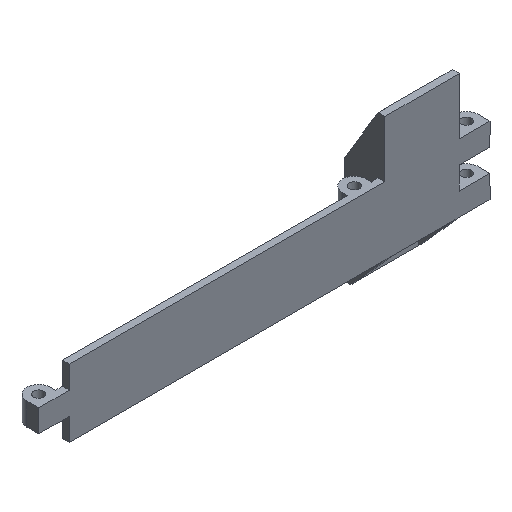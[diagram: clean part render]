
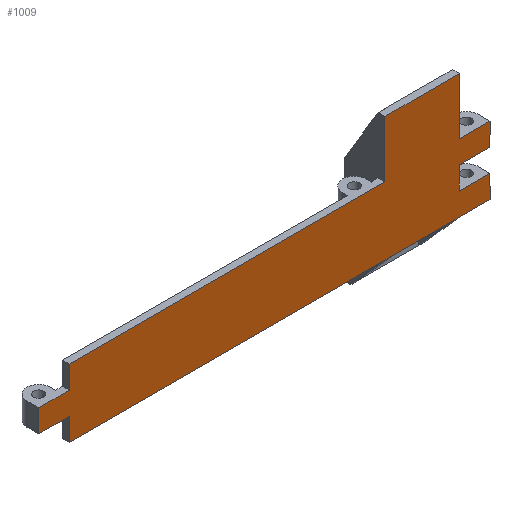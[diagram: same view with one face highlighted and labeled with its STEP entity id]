
A CAD part, isometric view. The second image highlights one B-rep face of the part: STEP entity #1009.
In plain terms, the highlighted planar face has unit normal (0, -1, 0).
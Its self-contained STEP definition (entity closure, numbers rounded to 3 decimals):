
#64=PLANE('',#1103);
#113=FACE_OUTER_BOUND('',#175,.T.);
#175=EDGE_LOOP('',(#907,#908,#909,#910,#911,#912,#913,#914,#915,#916,#917,
#918,#919,#920,#921,#922,#923,#924,#925,#926));
#230=LINE('',#1490,#352);
#234=LINE('',#1497,#356);
#236=LINE('',#1500,#358);
#245=LINE('',#1516,#367);
#246=LINE('',#1519,#368);
#250=LINE('',#1528,#372);
#256=LINE('',#1543,#378);
#263=LINE('',#1559,#385);
#265=LINE('',#1565,#387);
#271=LINE('',#1579,#393);
#277=LINE('',#1598,#399);
#279=LINE('',#1603,#401);
#280=LINE('',#1604,#402);
#282=LINE('',#1608,#404);
#284=LINE('',#1612,#406);
#288=LINE('',#1627,#410);
#291=LINE('',#1633,#413);
#297=LINE('',#1644,#419);
#298=LINE('',#1646,#420);
#299=LINE('',#1648,#421);
#352=VECTOR('',#1208,10.);
#356=VECTOR('',#1214,10.);
#358=VECTOR('',#1218,10.);
#367=VECTOR('',#1231,10.);
#368=VECTOR('',#1234,10.);
#372=VECTOR('',#1240,10.);
#378=VECTOR('',#1254,10.);
#385=VECTOR('',#1267,10.);
#387=VECTOR('',#1273,10.);
#393=VECTOR('',#1287,10.);
#399=VECTOR('',#1301,10.);
#401=VECTOR('',#1307,10.);
#402=VECTOR('',#1308,10.);
#404=VECTOR('',#1312,10.);
#406=VECTOR('',#1316,10.);
#410=VECTOR('',#1328,10.);
#413=VECTOR('',#1335,10.);
#419=VECTOR('',#1351,10.);
#420=VECTOR('',#1354,10.);
#421=VECTOR('',#1357,10.);
#481=VERTEX_POINT('',#1477);
#484=VERTEX_POINT('',#1487);
#485=VERTEX_POINT('',#1489);
#487=VERTEX_POINT('',#1496);
#491=VERTEX_POINT('',#1511);
#492=VERTEX_POINT('',#1514);
#493=VERTEX_POINT('',#1518);
#496=VERTEX_POINT('',#1525);
#497=VERTEX_POINT('',#1527);
#502=VERTEX_POINT('',#1541);
#508=VERTEX_POINT('',#1557);
#510=VERTEX_POINT('',#1563);
#513=VERTEX_POINT('',#1576);
#514=VERTEX_POINT('',#1578);
#522=VERTEX_POINT('',#1595);
#523=VERTEX_POINT('',#1597);
#525=VERTEX_POINT('',#1607);
#526=VERTEX_POINT('',#1611);
#532=VERTEX_POINT('',#1624);
#533=VERTEX_POINT('',#1626);
#588=EDGE_CURVE('',#484,#485,#230,.T.);
#592=EDGE_CURVE('',#485,#487,#234,.T.);
#594=EDGE_CURVE('',#481,#484,#236,.T.);
#603=EDGE_CURVE('',#491,#492,#245,.T.);
#604=EDGE_CURVE('',#493,#491,#246,.T.);
#608=EDGE_CURVE('',#496,#497,#250,.T.);
#616=EDGE_CURVE('',#502,#481,#256,.T.);
#624=EDGE_CURVE('',#508,#502,#263,.T.);
#627=EDGE_CURVE('',#510,#492,#265,.T.);
#633=EDGE_CURVE('',#514,#513,#271,.T.);
#642=EDGE_CURVE('',#523,#522,#277,.T.);
#645=EDGE_CURVE('',#513,#523,#279,.T.);
#646=EDGE_CURVE('',#493,#496,#280,.T.);
#648=EDGE_CURVE('',#525,#487,#282,.T.);
#650=EDGE_CURVE('',#526,#525,#284,.T.);
#657=EDGE_CURVE('',#533,#532,#288,.T.);
#661=EDGE_CURVE('',#510,#533,#291,.T.);
#667=EDGE_CURVE('',#497,#522,#297,.T.);
#668=EDGE_CURVE('',#514,#508,#298,.T.);
#669=EDGE_CURVE('',#532,#526,#299,.T.);
#907=ORIENTED_EDGE('',*,*,#633,.T.);
#908=ORIENTED_EDGE('',*,*,#645,.T.);
#909=ORIENTED_EDGE('',*,*,#642,.T.);
#910=ORIENTED_EDGE('',*,*,#667,.F.);
#911=ORIENTED_EDGE('',*,*,#608,.F.);
#912=ORIENTED_EDGE('',*,*,#646,.F.);
#913=ORIENTED_EDGE('',*,*,#604,.T.);
#914=ORIENTED_EDGE('',*,*,#603,.T.);
#915=ORIENTED_EDGE('',*,*,#627,.F.);
#916=ORIENTED_EDGE('',*,*,#661,.T.);
#917=ORIENTED_EDGE('',*,*,#657,.T.);
#918=ORIENTED_EDGE('',*,*,#669,.T.);
#919=ORIENTED_EDGE('',*,*,#650,.T.);
#920=ORIENTED_EDGE('',*,*,#648,.T.);
#921=ORIENTED_EDGE('',*,*,#592,.F.);
#922=ORIENTED_EDGE('',*,*,#588,.F.);
#923=ORIENTED_EDGE('',*,*,#594,.F.);
#924=ORIENTED_EDGE('',*,*,#616,.F.);
#925=ORIENTED_EDGE('',*,*,#624,.F.);
#926=ORIENTED_EDGE('',*,*,#668,.F.);
#1009=ADVANCED_FACE('',(#113),#64,.T.);
#1103=AXIS2_PLACEMENT_3D('',#1647,#1355,#1356);
#1208=DIRECTION('',(-1.,0.,0.));
#1214=DIRECTION('',(-1.,0.,0.));
#1218=DIRECTION('',(-1.,0.,0.));
#1231=DIRECTION('',(0.,0.,-1.));
#1234=DIRECTION('',(-1.,0.,0.));
#1240=DIRECTION('',(1.,0.,0.));
#1254=DIRECTION('',(-1.,0.,0.));
#1267=DIRECTION('',(-1.,0.,0.));
#1273=DIRECTION('',(1.,0.,0.));
#1287=DIRECTION('',(-1.,0.,0.));
#1301=DIRECTION('',(1.,0.,0.));
#1307=DIRECTION('',(0.,0.,1.));
#1308=DIRECTION('',(0.,0.,-1.));
#1312=DIRECTION('',(0.,0.,-1.));
#1316=DIRECTION('',(1.,0.,0.));
#1328=DIRECTION('',(-1.,0.,0.));
#1335=DIRECTION('',(0.,0.,-1.));
#1351=DIRECTION('',(0.,0.,-1.));
#1354=DIRECTION('',(0.,0.,-1.));
#1355=DIRECTION('center_axis',(0.,-1.,0.));
#1356=DIRECTION('ref_axis',(-1.,0.,0.));
#1357=DIRECTION('',(0.,0.,-1.));
#1477=CARTESIAN_POINT('',(27.75,0.,-10.));
#1487=CARTESIAN_POINT('',(18.75,0.,-10.));
#1489=CARTESIAN_POINT('',(17.75,0.,-10.));
#1490=CARTESIAN_POINT('',(-33.25,0.,-10.));
#1496=CARTESIAN_POINT('',(-28.75,0.,-10.));
#1497=CARTESIAN_POINT('',(-33.25,0.,-10.));
#1500=CARTESIAN_POINT('',(-33.25,0.,-10.));
#1511=CARTESIAN_POINT('',(17.75,0.,8.333));
#1514=CARTESIAN_POINT('',(17.75,0.,0.));
#1516=CARTESIAN_POINT('',(17.75,0.,-1.823));
#1518=CARTESIAN_POINT('',(28.75,0.,8.333));
#1519=CARTESIAN_POINT('',(28.75,0.,8.333));
#1525=CARTESIAN_POINT('',(28.75,0.,0.));
#1527=CARTESIAN_POINT('',(33.25,0.,0.));
#1528=CARTESIAN_POINT('',(-33.25,0.,0.));
#1541=CARTESIAN_POINT('',(28.75,0.,-10.));
#1543=CARTESIAN_POINT('',(-33.25,0.,-10.));
#1557=CARTESIAN_POINT('',(33.25,0.,-10.));
#1559=CARTESIAN_POINT('',(-33.25,0.,-10.));
#1563=CARTESIAN_POINT('',(-28.75,0.,0.));
#1565=CARTESIAN_POINT('',(-33.25,0.,0.));
#1576=CARTESIAN_POINT('',(28.75,0.,-6.667));
#1578=CARTESIAN_POINT('',(33.25,0.,-6.667));
#1579=CARTESIAN_POINT('',(33.25,0.,-6.667));
#1595=CARTESIAN_POINT('',(33.25,0.,-3.333));
#1597=CARTESIAN_POINT('',(28.75,0.,-3.333));
#1598=CARTESIAN_POINT('',(31.,0.,-3.333));
#1603=CARTESIAN_POINT('',(28.75,0.,-3.333));
#1604=CARTESIAN_POINT('',(28.75,0.,10.));
#1607=CARTESIAN_POINT('',(-28.75,0.,-6.667));
#1608=CARTESIAN_POINT('',(-28.75,0.,-3.333));
#1611=CARTESIAN_POINT('',(-33.25,0.,-6.667));
#1612=CARTESIAN_POINT('',(0.,0.,-6.667));
#1624=CARTESIAN_POINT('',(-33.25,0.,-3.333));
#1626=CARTESIAN_POINT('',(-28.75,0.,-3.333));
#1627=CARTESIAN_POINT('',(2.25,0.,-3.333));
#1633=CARTESIAN_POINT('',(-28.75,0.,0.));
#1644=CARTESIAN_POINT('',(33.25,0.,0.));
#1646=CARTESIAN_POINT('',(33.25,0.,0.));
#1647=CARTESIAN_POINT('Origin',(33.25,0.,0.));
#1648=CARTESIAN_POINT('',(-33.25,0.,0.));
